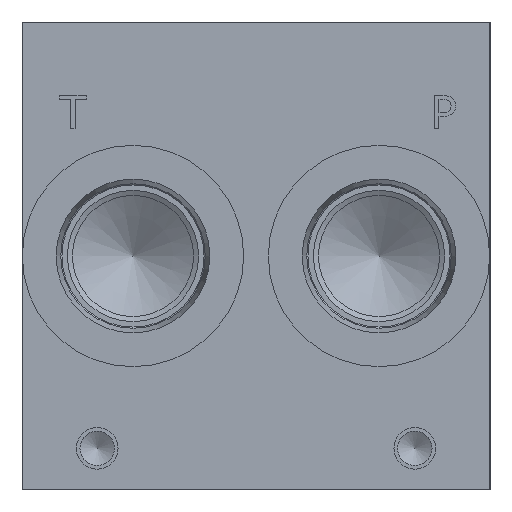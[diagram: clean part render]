
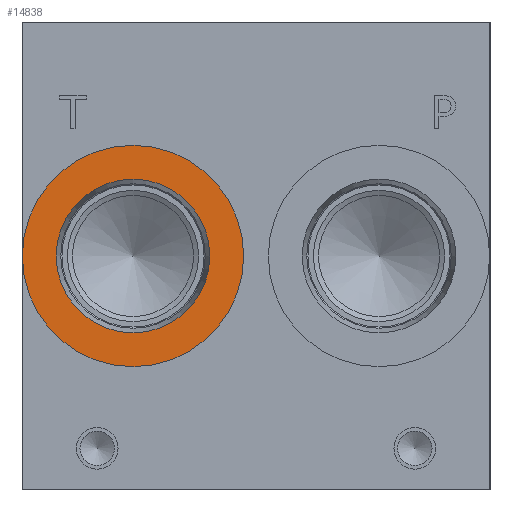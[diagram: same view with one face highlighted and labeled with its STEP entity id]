
A CAD part, left-side view. The second image highlights one B-rep face of the part: STEP entity #14838.
In plain terms, the highlighted planar face has unit normal (-1, 0, 0).
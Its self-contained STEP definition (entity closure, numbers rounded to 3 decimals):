
#298=CIRCLE('',#15535,21.019);
#299=CIRCLE('',#15536,21.019);
#300=CIRCLE('',#15538,14.592);
#301=CIRCLE('',#15539,14.592);
#669=FACE_BOUND('',#2764,.T.);
#1911=FACE_OUTER_BOUND('',#2763,.T.);
#2763=EDGE_LOOP('',(#12378,#12379));
#2764=EDGE_LOOP('',(#12380,#12381));
#6711=VERTEX_POINT('',#25188);
#6712=VERTEX_POINT('',#25190);
#6713=VERTEX_POINT('',#25194);
#6714=VERTEX_POINT('',#25195);
#8688=EDGE_CURVE('',#6711,#6712,#298,.T.);
#8689=EDGE_CURVE('',#6712,#6711,#299,.T.);
#8690=EDGE_CURVE('',#6713,#6714,#300,.T.);
#8691=EDGE_CURVE('',#6714,#6713,#301,.T.);
#12378=ORIENTED_EDGE('',*,*,#8689,.F.);
#12379=ORIENTED_EDGE('',*,*,#8688,.F.);
#12380=ORIENTED_EDGE('',*,*,#8690,.T.);
#12381=ORIENTED_EDGE('',*,*,#8691,.T.);
#13674=PLANE('',#15537);
#14838=ADVANCED_FACE('',(#1911,#669),#13674,.F.);
#15535=AXIS2_PLACEMENT_3D('',#25191,#18165,#18166);
#15536=AXIS2_PLACEMENT_3D('',#25192,#18167,#18168);
#15537=AXIS2_PLACEMENT_3D('',#25193,#18169,#18170);
#15538=AXIS2_PLACEMENT_3D('',#25196,#18171,#18172);
#15539=AXIS2_PLACEMENT_3D('',#25197,#18173,#18174);
#18165=DIRECTION('center_axis',(1.,0.,0.));
#18166=DIRECTION('ref_axis',(0.,0.,-1.));
#18167=DIRECTION('center_axis',(1.,0.,0.));
#18168=DIRECTION('ref_axis',(0.,0.,-1.));
#18169=DIRECTION('center_axis',(1.,0.,0.));
#18170=DIRECTION('ref_axis',(0.,0.,-1.));
#18171=DIRECTION('center_axis',(1.,0.,0.));
#18172=DIRECTION('ref_axis',(0.,0.,-1.));
#18173=DIRECTION('center_axis',(1.,0.,0.));
#18174=DIRECTION('ref_axis',(0.,0.,-1.));
#25188=CARTESIAN_POINT('',(0.787,67.818,23.432));
#25190=CARTESIAN_POINT('',(0.787,67.818,65.469));
#25191=CARTESIAN_POINT('Origin',(0.787,67.818,44.45));
#25192=CARTESIAN_POINT('Origin',(0.787,67.818,44.45));
#25193=CARTESIAN_POINT('Origin',(0.787,67.818,59.042));
#25194=CARTESIAN_POINT('',(0.787,67.818,59.042));
#25195=CARTESIAN_POINT('',(0.787,67.818,29.858));
#25196=CARTESIAN_POINT('Origin',(0.787,67.818,44.45));
#25197=CARTESIAN_POINT('Origin',(0.787,67.818,44.45));
